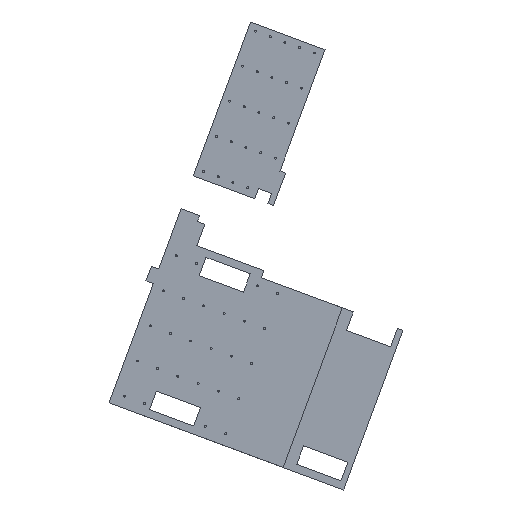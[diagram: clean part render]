
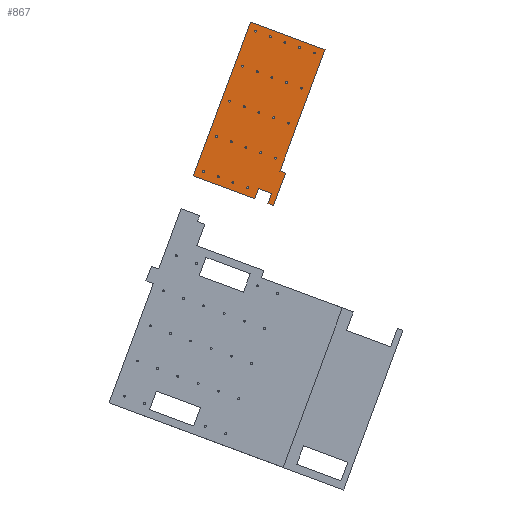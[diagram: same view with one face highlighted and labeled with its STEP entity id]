
A CAD part, front view. The second image highlights one B-rep face of the part: STEP entity #867.
In plain terms, the highlighted planar face has unit normal (0, -1, 0).
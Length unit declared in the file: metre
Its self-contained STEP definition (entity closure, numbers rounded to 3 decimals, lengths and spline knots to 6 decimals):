
#77 = VERTEX_POINT ( 'NONE', #6819 ) ;
#131 = EDGE_CURVE ( 'NONE', #2139, #9053, #14069, .T. ) ;
#456 = LINE ( 'NONE', #6280, #5724 ) ;
#867 = ADVANCED_FACE ( 'NONE', ( #11928 ), #2509, .T. ) ;
#907 = EDGE_CURVE ( 'NONE', #9053, #15664, #9836, .T. ) ;
#1151 = LINE ( 'NONE', #10878, #1173 ) ;
#1173 = VECTOR ( 'NONE', #16691, 1. ) ;
#1788 = LINE ( 'NONE', #6454, #8073 ) ;
#2064 = EDGE_CURVE ( 'NONE', #18770, #77, #17105, .T. ) ;
#2091 = VECTOR ( 'NONE', #8921, 1. ) ;
#2139 = VERTEX_POINT ( 'NONE', #12908 ) ;
#2509 = PLANE ( 'NONE',  #13484 ) ;
#2820 = CARTESIAN_POINT ( 'NONE',  ( 48.599766, -9.15, -15.781492 ) ) ;
#2967 = EDGE_CURVE ( 'NONE', #17581, #17685, #4644, .T. ) ;
#2971 = CARTESIAN_POINT ( 'NONE',  ( 47.193416, -9.15, -15.259782 ) ) ;
#3395 = EDGE_CURVE ( 'NONE', #77, #6504, #5654, .T. ) ;
#4052 = CARTESIAN_POINT ( 'NONE',  ( 28.240758, -9.15, -8.228957 ) ) ;
#4644 = LINE ( 'NONE', #2820, #2091 ) ;
#4988 = EDGE_CURVE ( 'NONE', #17685, #2139, #8599, .T. ) ;
#5089 = VECTOR ( 'NONE', #15658, 1. ) ;
#5382 = CARTESIAN_POINT ( 'NONE',  ( 48.151432, -9.15, -12.677306 ) ) ;
#5436 = EDGE_CURVE ( 'NONE', #12022, #17581, #12870, .T. ) ;
#5645 = CARTESIAN_POINT ( 'NONE',  ( 50.260484, -9.15, -6.992033 ) ) ;
#5654 = LINE ( 'NONE', #11480, #10329 ) ;
#5724 = VECTOR ( 'NONE', #10464, 1. ) ;
#5787 = ORIENTED_EDGE ( 'NONE', *, *, #907, .F. ) ;
#5824 = CARTESIAN_POINT ( 'NONE',  ( 0., -9.15, 0. ) ) ;
#6280 = CARTESIAN_POINT ( 'NONE',  ( 42.755468, -9.15, 30.897652 ) ) ;
#6454 = CARTESIAN_POINT ( 'NONE',  ( 43.847803, -9.15, -14.018667 ) ) ;
#6504 = VERTEX_POINT ( 'NONE', #15770 ) ;
#6819 = CARTESIAN_POINT ( 'NONE',  ( 28.240758, -9.15, -8.228957 ) ) ;
#6893 = CARTESIAN_POINT ( 'NONE',  ( 44.805819, -9.15, -11.436191 ) ) ;
#7165 = CARTESIAN_POINT ( 'NONE',  ( 48.599766, -9.15, -15.781492 ) ) ;
#8073 = VECTOR ( 'NONE', #10732, 1. ) ;
#8599 = LINE ( 'NONE', #2971, #17159 ) ;
#8657 = ORIENTED_EDGE ( 'NONE', *, *, #2967, .F. ) ;
#8869 = DIRECTION ( 'NONE',  ( -0.938, 0., 0.348 ) ) ;
#8921 = DIRECTION ( 'NONE',  ( -0.348, 0., -0.938 ) ) ;
#8956 = DIRECTION ( 'NONE',  ( 0., -1., 0. ) ) ;
#9053 = VERTEX_POINT ( 'NONE', #16747 ) ;
#9695 = VERTEX_POINT ( 'NONE', #14091 ) ;
#9742 = CARTESIAN_POINT ( 'NONE',  ( 51.666834, -9.15, -7.513744 ) ) ;
#9836 = LINE ( 'NONE', #6893, #12862 ) ;
#10019 = EDGE_CURVE ( 'NONE', #15664, #18770, #1788, .T. ) ;
#10329 = VECTOR ( 'NONE', #11765, 1. ) ;
#10464 = DIRECTION ( 'NONE',  ( 0.938, 0., -0.348 ) ) ;
#10625 = EDGE_LOOP ( 'NONE', ( #12228, #17369, #14077, #13592, #5787, #18252, #12231, #8657, #16797, #13244 ) ) ;
#10732 = DIRECTION ( 'NONE',  ( -0.348, 0., -0.938 ) ) ;
#10796 = CARTESIAN_POINT ( 'NONE',  ( 43.847803, -9.15, -14.018667 ) ) ;
#10878 = CARTESIAN_POINT ( 'NONE',  ( 50.260484, -9.15, -6.992033 ) ) ;
#11201 = DIRECTION ( 'NONE',  ( 0.348, 0., 0.938 ) ) ;
#11431 = DIRECTION ( 'NONE',  ( 0.938, 0., -0.348 ) ) ;
#11480 = CARTESIAN_POINT ( 'NONE',  ( 42.755468, -9.15, 30.897652 ) ) ;
#11654 = CARTESIAN_POINT ( 'NONE',  ( 44.805819, -9.15, -11.436191 ) ) ;
#11765 = DIRECTION ( 'NONE',  ( 0.348, 0., 0.938 ) ) ;
#11928 = FACE_OUTER_BOUND ( 'NONE', #10625, .T. ) ;
#12022 = VERTEX_POINT ( 'NONE', #5645 ) ;
#12228 = ORIENTED_EDGE ( 'NONE', *, *, #16237, .F. ) ;
#12231 = ORIENTED_EDGE ( 'NONE', *, *, #4988, .F. ) ;
#12269 = EDGE_CURVE ( 'NONE', #9695, #12022, #1151, .T. ) ;
#12862 = VECTOR ( 'NONE', #8869, 1. ) ;
#12870 = LINE ( 'NONE', #18657, #16547 ) ;
#12908 = CARTESIAN_POINT ( 'NONE',  ( 47.193416, -9.15, -15.259782 ) ) ;
#13244 = ORIENTED_EDGE ( 'NONE', *, *, #12269, .F. ) ;
#13484 = AXIS2_PLACEMENT_3D ( 'NONE', #5824, #8956, #16197 ) ;
#13592 = ORIENTED_EDGE ( 'NONE', *, *, #10019, .F. ) ;
#13729 = VECTOR ( 'NONE', #11201, 1. ) ;
#14069 = LINE ( 'NONE', #5382, #13729 ) ;
#14077 = ORIENTED_EDGE ( 'NONE', *, *, #2064, .F. ) ;
#14091 = CARTESIAN_POINT ( 'NONE',  ( 61.708126, -9.15, 23.866827 ) ) ;
#14415 = DIRECTION ( 'NONE',  ( -0.938, 0., 0.348 ) ) ;
#15658 = DIRECTION ( 'NONE',  ( -0.938, 0., 0.348 ) ) ;
#15664 = VERTEX_POINT ( 'NONE', #11654 ) ;
#15770 = CARTESIAN_POINT ( 'NONE',  ( 42.755468, -9.15, 30.897652 ) ) ;
#16197 = DIRECTION ( 'NONE',  ( 0., 0., -1. ) ) ;
#16237 = EDGE_CURVE ( 'NONE', #6504, #9695, #456, .T. ) ;
#16547 = VECTOR ( 'NONE', #11431, 1. ) ;
#16691 = DIRECTION ( 'NONE',  ( -0.348, 0., -0.938 ) ) ;
#16747 = CARTESIAN_POINT ( 'NONE',  ( 48.151432, -9.15, -12.677306 ) ) ;
#16797 = ORIENTED_EDGE ( 'NONE', *, *, #5436, .F. ) ;
#17105 = LINE ( 'NONE', #4052, #5089 ) ;
#17159 = VECTOR ( 'NONE', #14415, 1. ) ;
#17369 = ORIENTED_EDGE ( 'NONE', *, *, #3395, .F. ) ;
#17581 = VERTEX_POINT ( 'NONE', #9742 ) ;
#17685 = VERTEX_POINT ( 'NONE', #7165 ) ;
#18252 = ORIENTED_EDGE ( 'NONE', *, *, #131, .F. ) ;
#18657 = CARTESIAN_POINT ( 'NONE',  ( 51.666834, -9.15, -7.513744 ) ) ;
#18770 = VERTEX_POINT ( 'NONE', #10796 ) ;
